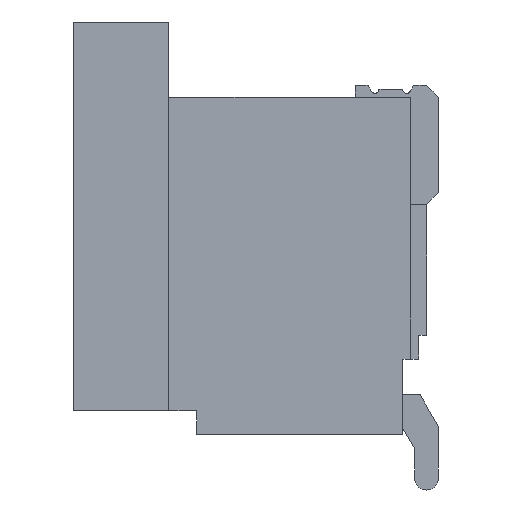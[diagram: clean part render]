
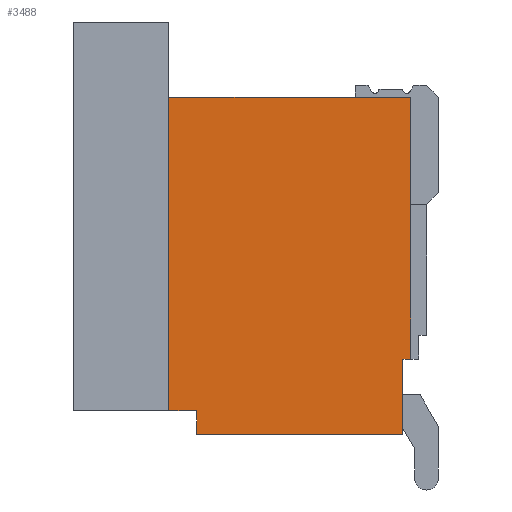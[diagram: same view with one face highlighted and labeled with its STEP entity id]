
A CAD part, left-side view. The second image highlights one B-rep face of the part: STEP entity #3488.
In plain terms, the highlighted planar face has unit normal (-1, 0, 0).
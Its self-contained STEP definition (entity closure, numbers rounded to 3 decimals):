
#222=ORIENTED_EDGE('',*,*,#1245,.F.);
#223=ORIENTED_EDGE('',*,*,#1162,.F.);
#224=ORIENTED_EDGE('',*,*,#1169,.F.);
#225=ORIENTED_EDGE('',*,*,#1246,.F.);
#226=ORIENTED_EDGE('',*,*,#1247,.F.);
#227=ORIENTED_EDGE('',*,*,#1248,.F.);
#228=ORIENTED_EDGE('',*,*,#1249,.F.);
#229=ORIENTED_EDGE('',*,*,#1234,.F.);
#1162=EDGE_CURVE('',#1679,#1680,#2015,.T.);
#1169=EDGE_CURVE('',#1684,#1679,#2022,.T.);
#1234=EDGE_CURVE('',#1742,#1743,#2083,.T.);
#1245=EDGE_CURVE('',#1680,#1742,#2094,.T.);
#1246=EDGE_CURVE('',#1751,#1684,#2095,.T.);
#1247=EDGE_CURVE('',#1752,#1751,#2096,.T.);
#1248=EDGE_CURVE('',#1753,#1752,#2097,.T.);
#1249=EDGE_CURVE('',#1743,#1753,#2098,.T.);
#1679=VERTEX_POINT('',#4926);
#1680=VERTEX_POINT('',#4928);
#1684=VERTEX_POINT('',#4939);
#1742=VERTEX_POINT('',#5072);
#1743=VERTEX_POINT('',#5074);
#1751=VERTEX_POINT('',#5096);
#1752=VERTEX_POINT('',#5098);
#1753=VERTEX_POINT('',#5100);
#2015=LINE('',#4927,#2496);
#2022=LINE('',#4940,#2503);
#2083=LINE('',#5073,#2564);
#2094=LINE('',#5094,#2575);
#2095=LINE('',#5095,#2576);
#2096=LINE('',#5097,#2577);
#2097=LINE('',#5099,#2578);
#2098=LINE('',#5101,#2579);
#2496=VECTOR('',#3956,1000.);
#2503=VECTOR('',#3965,1000.);
#2564=VECTOR('',#4054,1000.);
#2575=VECTOR('',#4069,1000.);
#2576=VECTOR('',#4070,1000.);
#2577=VECTOR('',#4071,1000.);
#2578=VECTOR('',#4072,1000.);
#2579=VECTOR('',#4073,1000.);
#2949=EDGE_LOOP('',(#222,#223,#224,#225,#226,#227,#228,#229));
#3136=FACE_BOUND('',#2949,.T.);
#3321=PLANE('',#3703);
#3488=ADVANCED_FACE('',(#3136),#3321,.F.);
#3703=AXIS2_PLACEMENT_3D('',#5093,#4067,#4068);
#3956=DIRECTION('',(0.,0.,1.));
#3965=DIRECTION('',(0.,1.,0.));
#4054=DIRECTION('',(0.,0.,-1.));
#4067=DIRECTION('',(1.,0.,0.));
#4068=DIRECTION('',(0.,0.,-1.));
#4069=DIRECTION('',(0.,-1.,0.));
#4070=DIRECTION('',(0.,0.,-1.));
#4071=DIRECTION('',(0.,1.,0.));
#4072=DIRECTION('',(0.,0.,-1.));
#4073=DIRECTION('',(0.,-1.,0.));
#4926=CARTESIAN_POINT('',(-3.7,4.25,-1.025));
#4927=CARTESIAN_POINT('',(-3.7,4.25,-1.025));
#4928=CARTESIAN_POINT('',(-3.7,4.25,2.025));
#4939=CARTESIAN_POINT('',(-3.7,0.3,-1.025));
#4940=CARTESIAN_POINT('',(-3.7,0.,-1.025));
#5072=CARTESIAN_POINT('',(-3.7,0.95,2.025));
#5073=CARTESIAN_POINT('',(-3.7,0.95,2.125));
#5074=CARTESIAN_POINT('',(-3.7,0.95,1.925));
#5093=CARTESIAN_POINT('',(-3.7,0.,0.));
#5094=CARTESIAN_POINT('',(-3.7,5.2,2.025));
#5095=CARTESIAN_POINT('',(-3.7,0.3,-0.675));
#5096=CARTESIAN_POINT('',(-3.7,0.3,-0.675));
#5097=CARTESIAN_POINT('',(-3.7,0.,-0.675));
#5098=CARTESIAN_POINT('',(-3.7,0.,-0.675));
#5099=CARTESIAN_POINT('',(-3.7,0.,1.925));
#5100=CARTESIAN_POINT('',(-3.7,0.,1.925));
#5101=CARTESIAN_POINT('',(-3.7,0.95,1.925));
